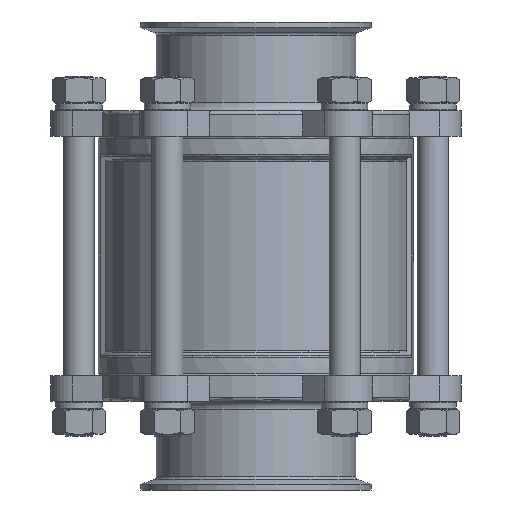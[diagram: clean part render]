
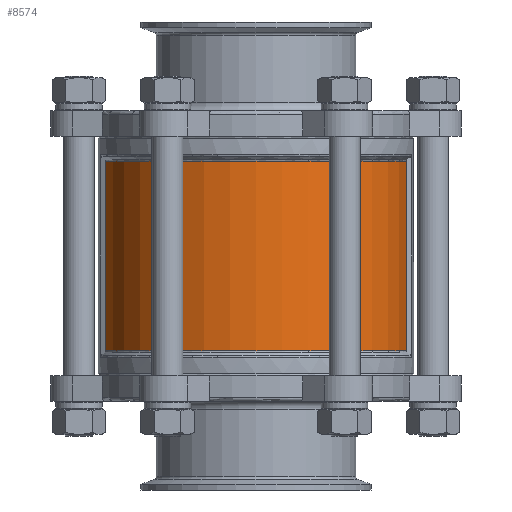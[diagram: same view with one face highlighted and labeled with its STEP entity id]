
A CAD part, front view. The second image highlights one B-rep face of the part: STEP entity #8574.
In plain terms, the highlighted cylindrical face has radius 79 mm (diameter 158 mm), a partial arc.
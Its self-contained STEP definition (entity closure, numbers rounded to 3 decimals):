
#119=CYLINDRICAL_SURFACE('',#9450,79.);
#347=LINE('',#14712,#683);
#348=LINE('',#14714,#684);
#683=VECTOR('',#11138,1000.);
#684=VECTOR('',#11139,1000.);
#2197=ORIENTED_EDGE('',*,*,#4599,.F.);
#2198=ORIENTED_EDGE('',*,*,#4598,.F.);
#2199=ORIENTED_EDGE('',*,*,#4600,.F.);
#2200=ORIENTED_EDGE('',*,*,#4601,.T.);
#4598=EDGE_CURVE('',#5706,#5705,#6316,.T.);
#4599=EDGE_CURVE('',#5705,#5707,#347,.F.);
#4600=EDGE_CURVE('',#5708,#5706,#348,.T.);
#4601=EDGE_CURVE('',#5708,#5707,#6317,.T.);
#5705=VERTEX_POINT('',#14704);
#5706=VERTEX_POINT('',#14709);
#5707=VERTEX_POINT('',#14713);
#5708=VERTEX_POINT('',#14715);
#6316=CIRCLE('',#9449,79.);
#6317=CIRCLE('',#9451,79.);
#6776=EDGE_LOOP('',(#2197,#2198,#2199,#2200));
#7590=FACE_BOUND('',#6776,.T.);
#8574=ADVANCED_FACE('',(#7590),#119,.T.);
#9449=AXIS2_PLACEMENT_3D('',#14710,#11134,#11135);
#9450=AXIS2_PLACEMENT_3D('',#14711,#11136,#11137);
#9451=AXIS2_PLACEMENT_3D('',#14716,#11140,#11141);
#11134=DIRECTION('',(0.,0.,-1.));
#11135=DIRECTION('',(-1.,0.,0.));
#11136=DIRECTION('',(0.,0.,-1.));
#11137=DIRECTION('',(-1.,0.,0.));
#11138=DIRECTION('',(0.,0.,-1.));
#11139=DIRECTION('',(0.,0.,-1.));
#11140=DIRECTION('',(0.,0.,-1.));
#11141=DIRECTION('',(-1.,0.,0.));
#14704=CARTESIAN_POINT('',(-77.634,-14.63,-48.986));
#14709=CARTESIAN_POINT('',(77.634,-14.63,-48.986));
#14710=CARTESIAN_POINT('',(0.,0.,-48.986));
#14711=CARTESIAN_POINT('',(0.,0.,-75.1));
#14712=CARTESIAN_POINT('',(-77.634,-14.63,-75.1));
#14713=CARTESIAN_POINT('',(-77.634,-14.63,48.986));
#14714=CARTESIAN_POINT('',(77.634,-14.63,-75.1));
#14715=CARTESIAN_POINT('',(77.634,-14.63,48.986));
#14716=CARTESIAN_POINT('',(0.,0.,48.986));
